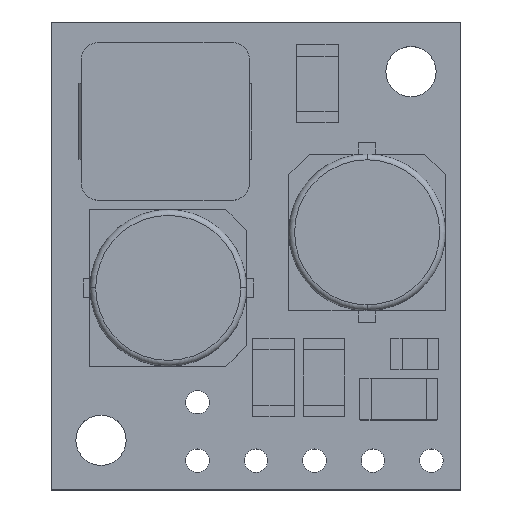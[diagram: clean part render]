
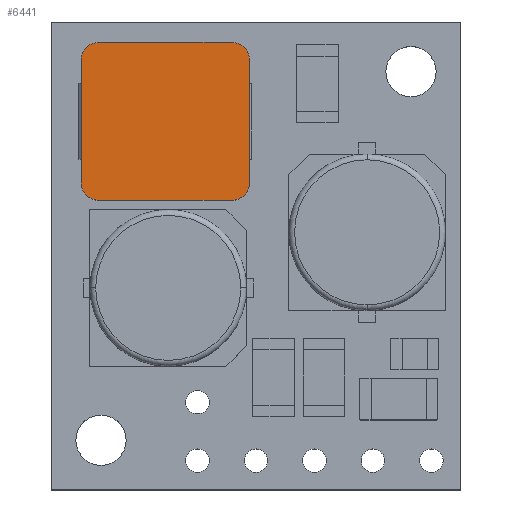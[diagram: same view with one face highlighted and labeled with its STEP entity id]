
A CAD part, top view. The second image highlights one B-rep face of the part: STEP entity #6441.
In plain terms, the highlighted planar face has unit normal (0, 0, 1).
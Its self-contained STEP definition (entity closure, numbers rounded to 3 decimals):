
#3375 = LINE ( 'NONE', #36525, #57400 ) ;
#4041 = CARTESIAN_POINT ( 'NONE',  ( 7.853, 13.327, 4.575 ) ) ;
#4094 = EDGE_LOOP ( 'NONE', ( #16667, #13777, #59685, #23816, #38456, #19952, #24216, #28905 ) ) ;
#4344 = DIRECTION ( 'NONE',  ( -1., 0., 0. ) ) ;
#4972 = EDGE_CURVE ( 'NONE', #56431, #26058, #51333, .T. ) ;
#5898 = EDGE_CURVE ( 'NONE', #10600, #56431, #19959, .T. ) ;
#6200 = DIRECTION ( 'NONE',  ( -1., 0., 0. ) ) ;
#6441 = ADVANCED_FACE ( 'NONE', ( #31431 ), #24618, .F. ) ;
#9583 = DIRECTION ( 'NONE',  ( 0., 0., 1. ) ) ;
#10466 = CARTESIAN_POINT ( 'NONE',  ( 2.053, 13.327, 4.575 ) ) ;
#10600 = VERTEX_POINT ( 'NONE', #14709 ) ;
#10790 = DIRECTION ( 'NONE',  ( 0., 0., -1. ) ) ;
#11335 = LINE ( 'NONE', #21162, #43666 ) ;
#12210 = EDGE_CURVE ( 'NONE', #16005, #19625, #53620, .T. ) ;
#12493 = CIRCLE ( 'NONE', #33947, 0.75 ) ;
#13777 = ORIENTED_EDGE ( 'NONE', *, *, #5898, .T. ) ;
#13779 = DIRECTION ( 'NONE',  ( 1., 0., 0. ) ) ;
#14709 = CARTESIAN_POINT ( 'NONE',  ( 2.053, 19.427, 4.575 ) ) ;
#16005 = VERTEX_POINT ( 'NONE', #50881 ) ;
#16667 = ORIENTED_EDGE ( 'NONE', *, *, #46016, .T. ) ;
#17161 = CARTESIAN_POINT ( 'NONE',  ( 8.603, 18.677, 4.575 ) ) ;
#17581 = DIRECTION ( 'NONE',  ( -1., 0., 0. ) ) ;
#17801 = CARTESIAN_POINT ( 'NONE',  ( 7.853, 18.677, 4.575 ) ) ;
#19625 = VERTEX_POINT ( 'NONE', #48725 ) ;
#19717 = CIRCLE ( 'NONE', #48211, 0.75 ) ;
#19952 = ORIENTED_EDGE ( 'NONE', *, *, #12210, .T. ) ;
#19959 = CIRCLE ( 'NONE', #54358, 0.75 ) ;
#21162 = CARTESIAN_POINT ( 'NONE',  ( 8.603, 12.577, 4.575 ) ) ;
#22312 = CARTESIAN_POINT ( 'NONE',  ( 7.853, 19.427, 4.575 ) ) ;
#23816 = ORIENTED_EDGE ( 'NONE', *, *, #55617, .T. ) ;
#24216 = ORIENTED_EDGE ( 'NONE', *, *, #43697, .T. ) ;
#24618 = PLANE ( 'NONE',  #48891 ) ;
#26058 = VERTEX_POINT ( 'NONE', #32988 ) ;
#28878 = EDGE_CURVE ( 'NONE', #41137, #16005, #3375, .T. ) ;
#28905 = ORIENTED_EDGE ( 'NONE', *, *, #32191, .T. ) ;
#29170 = DIRECTION ( 'NONE',  ( 0., 0., 1. ) ) ;
#30977 = CARTESIAN_POINT ( 'NONE',  ( 1.303, 18.677, 4.575 ) ) ;
#31007 = DIRECTION ( 'NONE',  ( -1., 0., 0. ) ) ;
#31431 = FACE_OUTER_BOUND ( 'NONE', #4094, .T. ) ;
#31681 = CARTESIAN_POINT ( 'NONE',  ( 1.203, 19.427, 4.575 ) ) ;
#31776 = CARTESIAN_POINT ( 'NONE',  ( 2.053, 12.577, 4.575 ) ) ;
#32191 = EDGE_CURVE ( 'NONE', #33504, #56811, #19717, .T. ) ;
#32570 = VECTOR ( 'NONE', #17581, 1000. ) ;
#32988 = CARTESIAN_POINT ( 'NONE',  ( 1.303, 13.327, 4.575 ) ) ;
#33504 = VERTEX_POINT ( 'NONE', #17161 ) ;
#33947 = AXIS2_PLACEMENT_3D ( 'NONE', #10466, #29170, #6200 ) ;
#36525 = CARTESIAN_POINT ( 'NONE',  ( 1.203, 12.577, 4.575 ) ) ;
#38456 = ORIENTED_EDGE ( 'NONE', *, *, #28878, .T. ) ;
#41137 = VERTEX_POINT ( 'NONE', #31776 ) ;
#41837 = DIRECTION ( 'NONE',  ( 0., 0., 1. ) ) ;
#43666 = VECTOR ( 'NONE', #48606, 1000. ) ;
#43697 = EDGE_CURVE ( 'NONE', #19625, #33504, #11335, .T. ) ;
#45817 = CARTESIAN_POINT ( 'NONE',  ( 1.303, 12.577, 4.575 ) ) ;
#46016 = EDGE_CURVE ( 'NONE', #56811, #10600, #59747, .T. ) ;
#48211 = AXIS2_PLACEMENT_3D ( 'NONE', #17801, #59377, #31007 ) ;
#48606 = DIRECTION ( 'NONE',  ( 0., 1., 0. ) ) ;
#48725 = CARTESIAN_POINT ( 'NONE',  ( 8.603, 13.327, 4.575 ) ) ;
#48891 = AXIS2_PLACEMENT_3D ( 'NONE', #52927, #10790, #58152 ) ;
#50337 = VECTOR ( 'NONE', #51039, 1000. ) ;
#50881 = CARTESIAN_POINT ( 'NONE',  ( 7.853, 12.577, 4.575 ) ) ;
#51039 = DIRECTION ( 'NONE',  ( 0., -1., 0. ) ) ;
#51333 = LINE ( 'NONE', #45817, #50337 ) ;
#51737 = CARTESIAN_POINT ( 'NONE',  ( 2.053, 18.677, 4.575 ) ) ;
#52597 = AXIS2_PLACEMENT_3D ( 'NONE', #4041, #41837, #4344 ) ;
#52927 = CARTESIAN_POINT ( 'NONE',  ( 4.953, 16.002, 4.575 ) ) ;
#53620 = CIRCLE ( 'NONE', #52597, 0.75 ) ;
#54358 = AXIS2_PLACEMENT_3D ( 'NONE', #51737, #9583, #56045 ) ;
#55617 = EDGE_CURVE ( 'NONE', #26058, #41137, #12493, .T. ) ;
#56045 = DIRECTION ( 'NONE',  ( -1., 0., 0. ) ) ;
#56431 = VERTEX_POINT ( 'NONE', #30977 ) ;
#56811 = VERTEX_POINT ( 'NONE', #22312 ) ;
#57400 = VECTOR ( 'NONE', #13779, 1000. ) ;
#58152 = DIRECTION ( 'NONE',  ( -1., 0., 0. ) ) ;
#59377 = DIRECTION ( 'NONE',  ( 0., 0., 1. ) ) ;
#59685 = ORIENTED_EDGE ( 'NONE', *, *, #4972, .T. ) ;
#59747 = LINE ( 'NONE', #31681, #32570 ) ;
